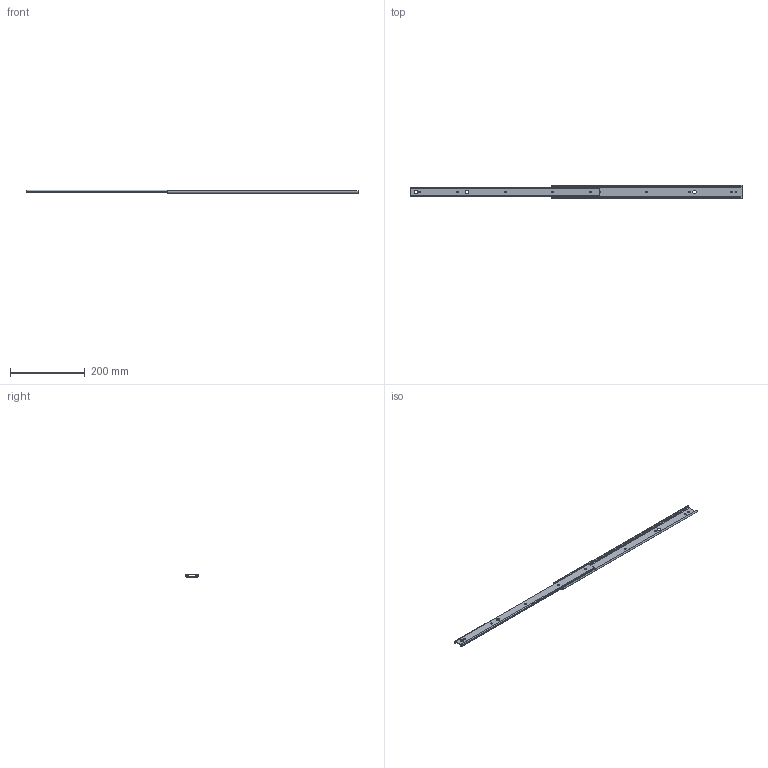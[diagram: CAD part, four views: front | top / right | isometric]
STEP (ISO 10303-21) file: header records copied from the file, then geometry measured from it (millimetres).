
FILE_DESCRIPTION (( 'STEP AP203' ), '1' );
FILE_NAME ('KC-251-20.STEP', '2015-08-11T02:07:11', ( '' ), ( '' ), 'SwSTEP 2.0', 'SolidWorks 2012', '' );
FILE_SCHEMA (( 'CONFIG_CONTROL_DESIGN' ));
Length unit declared in the file: millimetre
Products named in the file (4): KC-251-20傾僂僞乕_; KC-251-20僀儞僫乕_; KC-251-20儕僥僫乕_; KC-251-20
Assembly tree (3 placements, depth 2):
  KC-251-20
    KC-251-20傾僂僞乕_
    KC-251-20僀儞僫乕_
    KC-251-20儕僥僫乕_
Bounding box: 887 x 35.3 x 9.6 mm (x, y, z)
Volume: 67579.7 mm3; surface area: 92692.1 mm2
Topology: 3 solids, 3 shells, 121 faces, 343 edges, 228 vertices
Faces by surface type: plane 62, cylinder 59
Entity records: 4437 total; most frequent: DIRECTION 715, CARTESIAN_POINT 698, ORIENTED_EDGE 686, EDGE_CURVE 343, AXIS2_PLACEMENT_3D 245, VERTEX_POINT 228, VECTOR 225, LINE 225
